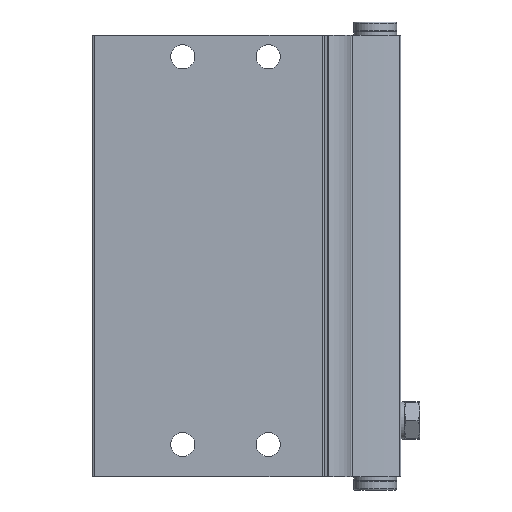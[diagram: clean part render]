
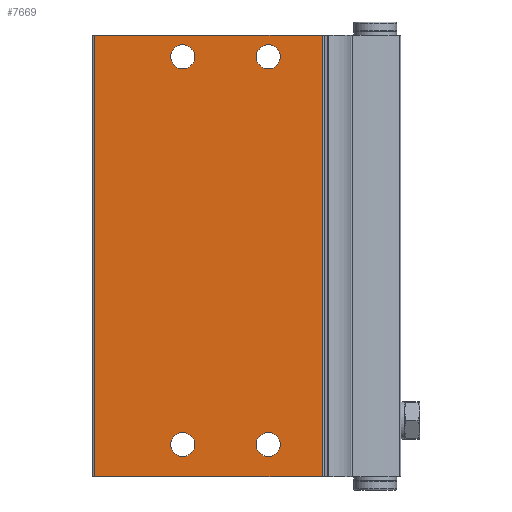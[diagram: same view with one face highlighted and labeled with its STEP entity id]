
A CAD part, front view. The second image highlights one B-rep face of the part: STEP entity #7669.
In plain terms, the highlighted planar face has unit normal (0, -1, 0).
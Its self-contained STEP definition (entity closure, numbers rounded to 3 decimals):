
#218=LINE('',#12660,#793);
#219=LINE('',#12670,#794);
#220=LINE('',#12672,#795);
#221=LINE('',#12674,#796);
#793=VECTOR('',#9631,1000.);
#794=VECTOR('',#9642,1000.);
#795=VECTOR('',#9643,1000.);
#796=VECTOR('',#9644,1000.);
#1347=PLANE('',#8648);
#1629=CIRCLE('',#8649,2.25);
#1630=CIRCLE('',#8650,2.25);
#1631=CIRCLE('',#8651,2.25);
#1632=CIRCLE('',#8652,2.25);
#2106=ORIENTED_EDGE('',*,*,#4102,.F.);
#2107=ORIENTED_EDGE('',*,*,#4103,.F.);
#2108=ORIENTED_EDGE('',*,*,#4104,.F.);
#2109=ORIENTED_EDGE('',*,*,#4105,.F.);
#2110=ORIENTED_EDGE('',*,*,#4106,.F.);
#2111=ORIENTED_EDGE('',*,*,#4101,.F.);
#2112=ORIENTED_EDGE('',*,*,#4107,.T.);
#2113=ORIENTED_EDGE('',*,*,#4108,.T.);
#4101=EDGE_CURVE('',#5091,#5090,#218,.T.);
#4102=EDGE_CURVE('',#5092,#5092,#1629,.T.);
#4103=EDGE_CURVE('',#5093,#5093,#1630,.T.);
#4104=EDGE_CURVE('',#5094,#5094,#1631,.T.);
#4105=EDGE_CURVE('',#5095,#5095,#1632,.T.);
#4106=EDGE_CURVE('',#5090,#5096,#219,.T.);
#4107=EDGE_CURVE('',#5091,#5097,#220,.T.);
#4108=EDGE_CURVE('',#5097,#5096,#221,.T.);
#5090=VERTEX_POINT('',#12657);
#5091=VERTEX_POINT('',#12659);
#5092=VERTEX_POINT('',#12663);
#5093=VERTEX_POINT('',#12665);
#5094=VERTEX_POINT('',#12667);
#5095=VERTEX_POINT('',#12669);
#5096=VERTEX_POINT('',#12671);
#5097=VERTEX_POINT('',#12673);
#5925=EDGE_LOOP('',(#2106));
#5926=EDGE_LOOP('',(#2107));
#5927=EDGE_LOOP('',(#2108));
#5928=EDGE_LOOP('',(#2109));
#5929=EDGE_LOOP('',(#2110,#2111,#2112,#2113));
#6734=FACE_BOUND('',#5925,.T.);
#6735=FACE_BOUND('',#5926,.T.);
#6736=FACE_BOUND('',#5927,.T.);
#6737=FACE_BOUND('',#5928,.T.);
#6738=FACE_BOUND('',#5929,.T.);
#7669=ADVANCED_FACE('',(#6734,#6735,#6736,#6737,#6738),#1347,.T.);
#8648=AXIS2_PLACEMENT_3D('',#12661,#9632,#9633);
#8649=AXIS2_PLACEMENT_3D('',#12662,#9634,#9635);
#8650=AXIS2_PLACEMENT_3D('',#12664,#9636,#9637);
#8651=AXIS2_PLACEMENT_3D('',#12666,#9638,#9639);
#8652=AXIS2_PLACEMENT_3D('',#12668,#9640,#9641);
#9631=DIRECTION('',(0.,0.,1.));
#9632=DIRECTION('',(0.,-1.,0.));
#9633=DIRECTION('',(0.,0.,-1.));
#9634=DIRECTION('',(0.,-1.,0.));
#9635=DIRECTION('',(0.,0.,-1.));
#9636=DIRECTION('',(0.,-1.,0.));
#9637=DIRECTION('',(0.,0.,-1.));
#9638=DIRECTION('',(0.,-1.,0.));
#9639=DIRECTION('',(0.,0.,-1.));
#9640=DIRECTION('',(0.,-1.,0.));
#9641=DIRECTION('',(0.,0.,-1.));
#9642=DIRECTION('',(1.,0.,0.));
#9643=DIRECTION('',(1.,0.,0.));
#9644=DIRECTION('',(0.,0.,1.));
#12657=CARTESIAN_POINT('',(-18.069,0.,0.));
#12659=CARTESIAN_POINT('',(-18.069,0.,-82.5));
#12660=CARTESIAN_POINT('',(-18.069,0.,-82.5));
#12661=CARTESIAN_POINT('',(-18.069,0.,-82.5));
#12662=CARTESIAN_POINT('',(-8.,0.,-6.));
#12663=CARTESIAN_POINT('',(-8.,0.,-8.25));
#12664=CARTESIAN_POINT('',(-8.,0.,-78.5));
#12665=CARTESIAN_POINT('',(-8.,0.,-80.75));
#12666=CARTESIAN_POINT('',(8.,0.,-78.5));
#12667=CARTESIAN_POINT('',(8.,0.,-80.75));
#12668=CARTESIAN_POINT('',(8.,0.,-6.));
#12669=CARTESIAN_POINT('',(8.,0.,-8.25));
#12670=CARTESIAN_POINT('',(-18.069,0.,0.));
#12671=CARTESIAN_POINT('',(24.5,0.,0.));
#12672=CARTESIAN_POINT('',(-18.069,0.,-82.5));
#12673=CARTESIAN_POINT('',(24.5,0.,-82.5));
#12674=CARTESIAN_POINT('',(24.5,0.,-82.5));
